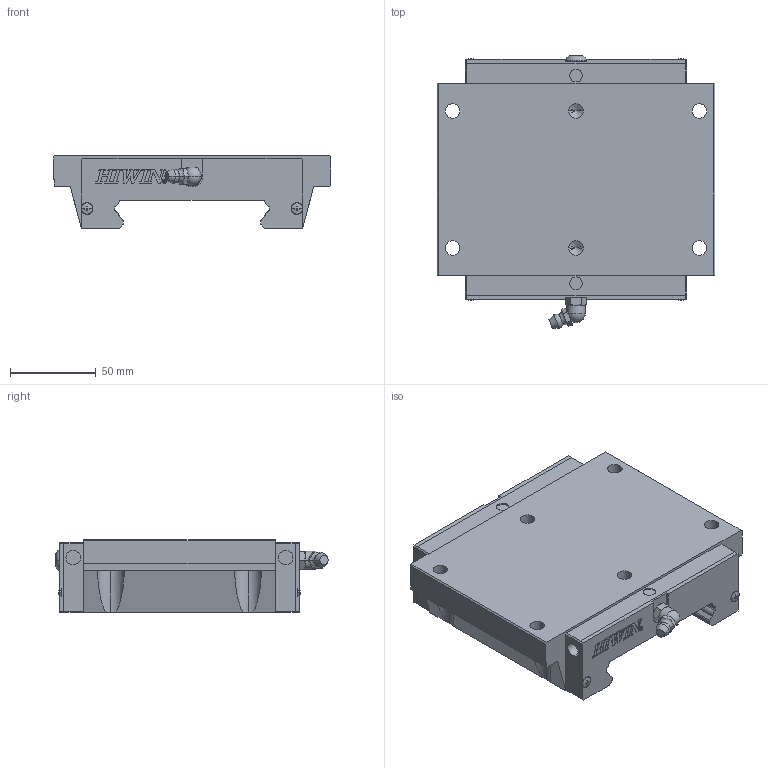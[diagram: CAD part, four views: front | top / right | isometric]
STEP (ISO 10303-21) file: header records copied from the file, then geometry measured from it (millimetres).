
FILE_DESCRIPTION(('no description'),'unknown implementation level');
FILE_NAME('WEW50CC_Z0_H_SS_FILE_10.stp',' ',('HIWIN GmbH'),('CADClick - KiM GmbH - www.kimweb.de'),'unknown preprocess','ACIS','unknown authorization');
FILE_SCHEMA(('automotive_design'));
Length unit declared in the file: millimetre
Products named in the file (1): WEW50CC Z0 H SS_FILE
Bounding box: 162 x 158.83 x 42.5 mm (x, y, z)
Volume: 639995.5 mm3; surface area: 74380.9 mm2
Topology: 1 solids, 4 shells, 598 faces, 1648 edges, 1082 vertices
Faces by surface type: plane 406, cylinder 142, cone 38, torus 10, sphere 2
Entity records: 37554 total; most frequent: CARTESIAN_POINT 3815, STYLED_ITEM 3323, PRESENTATION_STYLE_ASSIGNMENT 3323, COLOUR_RGB 3323, ORIENTED_EDGE 3284, DIRECTION 3106, EDGE_CURVE 1642, CURVE_STYLE 1642
